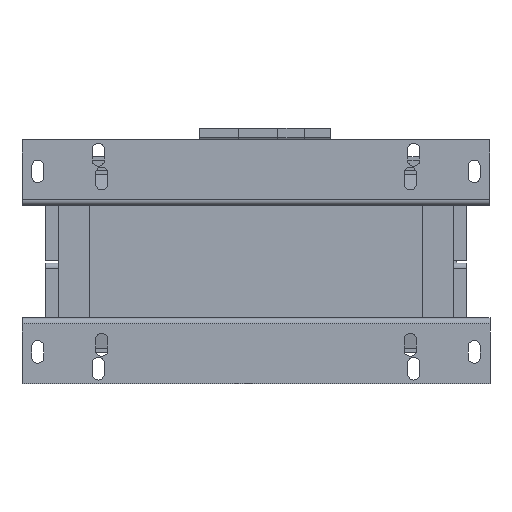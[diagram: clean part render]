
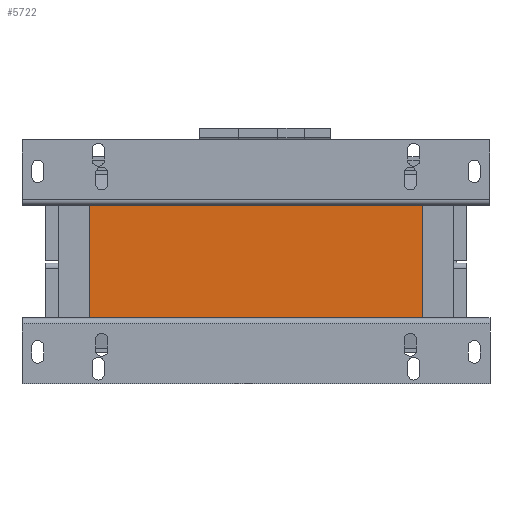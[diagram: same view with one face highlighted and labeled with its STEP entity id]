
A CAD part, front view. The second image highlights one B-rep face of the part: STEP entity #5722.
In plain terms, the highlighted planar face has unit normal (0, -1, 0).
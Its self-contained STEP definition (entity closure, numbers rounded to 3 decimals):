
#202 = VECTOR ( 'NONE', #2617, 1000. ) ;
#970 = ORIENTED_EDGE ( 'NONE', *, *, #8465, .F. ) ;
#1146 = EDGE_LOOP ( 'NONE', ( #8414, #970, #7895, #17282 ) ) ;
#2009 = FACE_OUTER_BOUND ( 'NONE', #1146, .T. ) ;
#2272 = VECTOR ( 'NONE', #3630, 1000. ) ;
#2358 = CARTESIAN_POINT ( 'NONE',  ( -95., -95.001, 32. ) ) ;
#2581 = EDGE_CURVE ( 'NONE', #4283, #5050, #14788, .T. ) ;
#2617 = DIRECTION ( 'NONE',  ( 1., 0., 0. ) ) ;
#2738 = EDGE_CURVE ( 'NONE', #13871, #4283, #9671, .T. ) ;
#2979 = CARTESIAN_POINT ( 'NONE',  ( 95., -95.001, -32. ) ) ;
#3630 = DIRECTION ( 'NONE',  ( 0., 0., -1. ) ) ;
#3729 = VECTOR ( 'NONE', #17666, 1000. ) ;
#3734 = CARTESIAN_POINT ( 'NONE',  ( -95., -95., 32. ) ) ;
#4283 = VERTEX_POINT ( 'NONE', #11862 ) ;
#4371 = LINE ( 'NONE', #14899, #3729 ) ;
#4600 = CARTESIAN_POINT ( 'NONE',  ( 95., -95.001, 32. ) ) ;
#5050 = VERTEX_POINT ( 'NONE', #2979 ) ;
#5722 = ADVANCED_FACE ( 'NONE', ( #2009 ), #9213, .F. ) ;
#7669 = LINE ( 'NONE', #7891, #2272 ) ;
#7891 = CARTESIAN_POINT ( 'NONE',  ( 95., -95.001, 32. ) ) ;
#7895 = ORIENTED_EDGE ( 'NONE', *, *, #10376, .F. ) ;
#8153 = CARTESIAN_POINT ( 'NONE',  ( -95., -95.001, -32. ) ) ;
#8414 = ORIENTED_EDGE ( 'NONE', *, *, #2581, .T. ) ;
#8465 = EDGE_CURVE ( 'NONE', #9321, #5050, #7669, .T. ) ;
#9213 = PLANE ( 'NONE',  #10069 ) ;
#9321 = VERTEX_POINT ( 'NONE', #4600 ) ;
#9671 = LINE ( 'NONE', #15190, #9873 ) ;
#9873 = VECTOR ( 'NONE', #15137, 1000. ) ;
#10069 = AXIS2_PLACEMENT_3D ( 'NONE', #2358, #12001, #14939 ) ;
#10376 = EDGE_CURVE ( 'NONE', #13871, #9321, #4371, .T. ) ;
#11862 = CARTESIAN_POINT ( 'NONE',  ( -95., -95.001, -32. ) ) ;
#12001 = DIRECTION ( 'NONE',  ( 0., 1., 0. ) ) ;
#13871 = VERTEX_POINT ( 'NONE', #3734 ) ;
#14788 = LINE ( 'NONE', #8153, #202 ) ;
#14899 = CARTESIAN_POINT ( 'NONE',  ( -95., -95.001, 32. ) ) ;
#14939 = DIRECTION ( 'NONE',  ( 0., 0., 1. ) ) ;
#15137 = DIRECTION ( 'NONE',  ( 0., 0., -1. ) ) ;
#15190 = CARTESIAN_POINT ( 'NONE',  ( -95., -95.001, 32. ) ) ;
#17282 = ORIENTED_EDGE ( 'NONE', *, *, #2738, .T. ) ;
#17666 = DIRECTION ( 'NONE',  ( 1., 0., 0. ) ) ;
